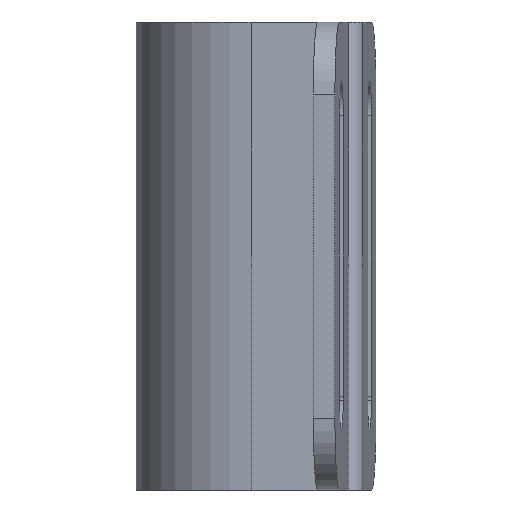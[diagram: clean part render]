
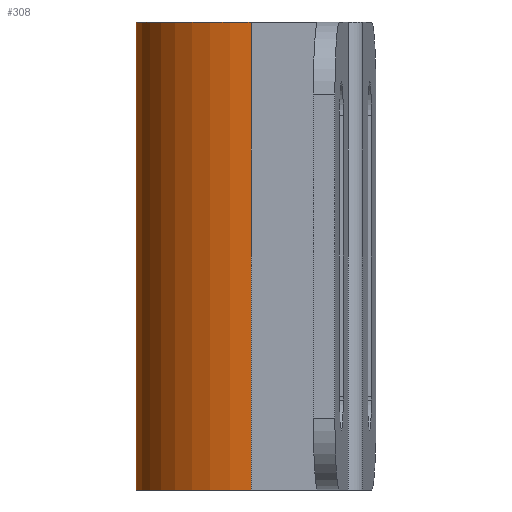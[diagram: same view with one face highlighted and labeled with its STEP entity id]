
A CAD part, left-side view. The second image highlights one B-rep face of the part: STEP entity #308.
In plain terms, the highlighted cylindrical face has radius 17 mm (diameter 34 mm), a partial arc.
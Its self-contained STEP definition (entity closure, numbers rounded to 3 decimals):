
#19 = FACE_OUTER_BOUND ( 'NONE', #45, .T. ) ;
#45 = EDGE_LOOP ( 'NONE', ( #1153, #822, #1105, #526 ) ) ;
#80 = AXIS2_PLACEMENT_3D ( 'NONE', #755, #1298, #537 ) ;
#148 = VECTOR ( 'NONE', #642, 1000. ) ;
#152 = VERTEX_POINT ( 'NONE', #1139 ) ;
#173 = DIRECTION ( 'NONE',  ( 1., 0., 0. ) ) ;
#181 = AXIS2_PLACEMENT_3D ( 'NONE', #1308, #984, #173 ) ;
#273 = EDGE_CURVE ( 'NONE', #583, #1341, #1233, .T. ) ;
#308 = ADVANCED_FACE ( 'NONE', ( #19 ), #1337, .T. ) ;
#310 = CARTESIAN_POINT ( 'NONE',  ( -29.966, 12.572, -32.5 ) ) ;
#355 = EDGE_CURVE ( 'NONE', #1306, #1341, #452, .T. ) ;
#452 = LINE ( 'NONE', #761, #148 ) ;
#491 = AXIS2_PLACEMENT_3D ( 'NONE', #540, #976, #982 ) ;
#495 = LINE ( 'NONE', #310, #1354 ) ;
#517 = EDGE_CURVE ( 'NONE', #1306, #152, #1018, .T. ) ;
#526 = ORIENTED_EDGE ( 'NONE', *, *, #273, .T. ) ;
#537 = DIRECTION ( 'NONE',  ( 1., 0., 0. ) ) ;
#539 = EDGE_CURVE ( 'NONE', #152, #583, #495, .T. ) ;
#540 = CARTESIAN_POINT ( 'NONE',  ( -12.996, 11.553, -32.5 ) ) ;
#583 = VERTEX_POINT ( 'NONE', #768 ) ;
#642 = DIRECTION ( 'NONE',  ( 0., 0., 1. ) ) ;
#755 = CARTESIAN_POINT ( 'NONE',  ( -12.996, 11.553, -32.5 ) ) ;
#761 = CARTESIAN_POINT ( 'NONE',  ( 4.004, 11.553, -32.5 ) ) ;
#768 = CARTESIAN_POINT ( 'NONE',  ( -29.966, 12.572, 32.5 ) ) ;
#822 = ORIENTED_EDGE ( 'NONE', *, *, #517, .T. ) ;
#976 = DIRECTION ( 'NONE',  ( 0., 0., 1. ) ) ;
#982 = DIRECTION ( 'NONE',  ( 1., 0., 0. ) ) ;
#984 = DIRECTION ( 'NONE',  ( 0., 0., -1. ) ) ;
#1018 = CIRCLE ( 'NONE', #491, 17. ) ;
#1105 = ORIENTED_EDGE ( 'NONE', *, *, #539, .T. ) ;
#1139 = CARTESIAN_POINT ( 'NONE',  ( -29.966, 12.572, -32.5 ) ) ;
#1153 = ORIENTED_EDGE ( 'NONE', *, *, #355, .F. ) ;
#1197 = CARTESIAN_POINT ( 'NONE',  ( 4.004, 11.553, 32.5 ) ) ;
#1233 = CIRCLE ( 'NONE', #181, 17. ) ;
#1298 = DIRECTION ( 'NONE',  ( 0., 0., 1. ) ) ;
#1306 = VERTEX_POINT ( 'NONE', #1429 ) ;
#1308 = CARTESIAN_POINT ( 'NONE',  ( -12.996, 11.553, 32.5 ) ) ;
#1337 = CYLINDRICAL_SURFACE ( 'NONE', #80, 17. ) ;
#1341 = VERTEX_POINT ( 'NONE', #1197 ) ;
#1354 = VECTOR ( 'NONE', #1432, 1000. ) ;
#1429 = CARTESIAN_POINT ( 'NONE',  ( 4.004, 11.553, -32.5 ) ) ;
#1432 = DIRECTION ( 'NONE',  ( 0., 0., 1. ) ) ;
